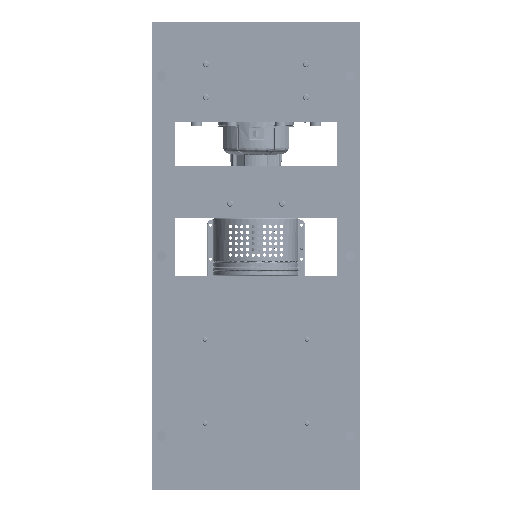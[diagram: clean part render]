
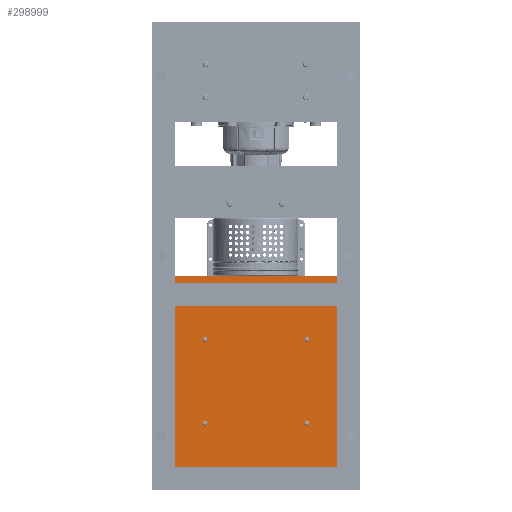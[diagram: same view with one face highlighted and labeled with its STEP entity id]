
A CAD part, front view. The second image highlights one B-rep face of the part: STEP entity #298999.
In plain terms, the highlighted planar face has unit normal (0, -1, 0).
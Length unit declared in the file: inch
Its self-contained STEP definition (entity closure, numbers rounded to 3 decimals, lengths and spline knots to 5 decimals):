
#6322 = VERTEX_POINT ( 'NONE', #24650 ) ;
#6648 = CARTESIAN_POINT ( 'NONE',  ( -3.75124, 0., 4.25 ) ) ;
#6670 = DIRECTION ( 'NONE',  ( 0., 0., 1. ) ) ;
#11411 = ORIENTED_EDGE ( 'NONE', *, *, #142957, .F. ) ;
#14098 = EDGE_LOOP ( 'NONE', ( #146997, #86127 ) ) ;
#15271 = AXIS2_PLACEMENT_3D ( 'NONE', #30819, #199302, #192970 ) ;
#17473 = DIRECTION ( 'NONE',  ( 0., -1., 0. ) ) ;
#23121 = ORIENTED_EDGE ( 'NONE', *, *, #44576, .F. ) ;
#24650 = CARTESIAN_POINT ( 'NONE',  ( -3.34524, 0., -4.25 ) ) ;
#28165 = VERTEX_POINT ( 'NONE', #6648 ) ;
#30819 = CARTESIAN_POINT ( 'NONE',  ( -3.54824, 0., -4.25 ) ) ;
#33756 = VERTEX_POINT ( 'NONE', #335912 ) ;
#33766 = DIRECTION ( 'NONE',  ( 0., -1., 0. ) ) ;
#34742 = DIRECTION ( 'NONE',  ( 0., 0., 1. ) ) ;
#40719 = CARTESIAN_POINT ( 'NONE',  ( 3.45176, 0., -4.25 ) ) ;
#44576 = EDGE_CURVE ( 'NONE', #389606, #63385, #211578, .T. ) ;
#47106 = VECTOR ( 'NONE', #49169, 39.37008 ) ;
#49169 = DIRECTION ( 'NONE',  ( 0., 0., -1. ) ) ;
#53054 = FACE_OUTER_BOUND ( 'NONE', #371183, .T. ) ;
#54618 = AXIS2_PLACEMENT_3D ( 'NONE', #204295, #172201, #74138 ) ;
#55143 = FACE_BOUND ( 'NONE', #123960, .T. ) ;
#62584 = DIRECTION ( 'NONE',  ( 0., -1., 0. ) ) ;
#63385 = VERTEX_POINT ( 'NONE', #300678 ) ;
#64353 = DIRECTION ( 'NONE',  ( 0., -1., 0. ) ) ;
#74138 = DIRECTION ( 'NONE',  ( 0., 0., 1. ) ) ;
#76804 = CIRCLE ( 'NONE', #15271, 0.203 ) ;
#77359 = AXIS2_PLACEMENT_3D ( 'NONE', #191551, #125422, #119148 ) ;
#81153 = LINE ( 'NONE', #237027, #47106 ) ;
#81589 = ORIENTED_EDGE ( 'NONE', *, *, #394769, .F. ) ;
#86127 = ORIENTED_EDGE ( 'NONE', *, *, #107254, .F. ) ;
#101857 = EDGE_CURVE ( 'NONE', #63385, #389606, #160665, .T. ) ;
#105887 = ORIENTED_EDGE ( 'NONE', *, *, #212894, .F. ) ;
#107254 = EDGE_CURVE ( 'NONE', #6322, #331429, #297144, .T. ) ;
#115969 = CARTESIAN_POINT ( 'NONE',  ( -3.34524, 0., 4.25 ) ) ;
#118833 = DIRECTION ( 'NONE',  ( 1., 0., 0. ) ) ;
#119148 = DIRECTION ( 'NONE',  ( 0., 0., 1. ) ) ;
#123960 = EDGE_LOOP ( 'NONE', ( #23121, #406119 ) ) ;
#125422 = DIRECTION ( 'NONE',  ( 0., 1., 0. ) ) ;
#130830 = CARTESIAN_POINT ( 'NONE',  ( 3.65476, 0., 4.25 ) ) ;
#133537 = AXIS2_PLACEMENT_3D ( 'NONE', #40719, #234906, #390730 ) ;
#135940 = VECTOR ( 'NONE', #380602, 39.37008 ) ;
#141269 = DIRECTION ( 'NONE',  ( 0., 0., 1. ) ) ;
#142957 = EDGE_CURVE ( 'NONE', #187900, #322692, #81153, .T. ) ;
#146997 = ORIENTED_EDGE ( 'NONE', *, *, #290344, .F. ) ;
#148441 = EDGE_CURVE ( 'NONE', #322692, #33756, #282444, .T. ) ;
#149080 = CARTESIAN_POINT ( 'NONE',  ( 8.75, 0., 8.29 ) ) ;
#154228 = ORIENTED_EDGE ( 'NONE', *, *, #345455, .F. ) ;
#160665 = CIRCLE ( 'NONE', #133537, 0.203 ) ;
#166096 = EDGE_CURVE ( 'NONE', #374523, #28165, #389022, .T. ) ;
#168741 = EDGE_CURVE ( 'NONE', #28165, #374523, #415837, .T. ) ;
#168798 = CARTESIAN_POINT ( 'NONE',  ( 3.45176, 0., 4.25 ) ) ;
#172201 = DIRECTION ( 'NONE',  ( 0., -1., 0. ) ) ;
#187900 = VERTEX_POINT ( 'NONE', #149080 ) ;
#191551 = CARTESIAN_POINT ( 'NONE',  ( 0., 0., 0. ) ) ;
#192970 = DIRECTION ( 'NONE',  ( 0., 0., 1. ) ) ;
#198698 = DIRECTION ( 'NONE',  ( 0., 0., 1. ) ) ;
#199302 = DIRECTION ( 'NONE',  ( 0., -1., 0. ) ) ;
#200172 = DIRECTION ( 'NONE',  ( 0., 0., 1. ) ) ;
#204295 = CARTESIAN_POINT ( 'NONE',  ( -3.54824, 0., 4.25 ) ) ;
#205107 = AXIS2_PLACEMENT_3D ( 'NONE', #260551, #64353, #198698 ) ;
#211578 = CIRCLE ( 'NONE', #415876, 0.203 ) ;
#212894 = EDGE_CURVE ( 'NONE', #33756, #379969, #379100, .T. ) ;
#214799 = CARTESIAN_POINT ( 'NONE',  ( 8.75, 0., -8.29 ) ) ;
#217295 = PLANE ( 'NONE',  #77359 ) ;
#229194 = AXIS2_PLACEMENT_3D ( 'NONE', #356989, #62584, #34742 ) ;
#230026 = AXIS2_PLACEMENT_3D ( 'NONE', #168798, #299007, #6670 ) ;
#230286 = EDGE_LOOP ( 'NONE', ( #154228, #333988 ) ) ;
#234301 = CARTESIAN_POINT ( 'NONE',  ( 3.45176, 0., 4.25 ) ) ;
#234906 = DIRECTION ( 'NONE',  ( 0., -1., 0. ) ) ;
#237027 = CARTESIAN_POINT ( 'NONE',  ( 8.75, 0., -8.29 ) ) ;
#242822 = CARTESIAN_POINT ( 'NONE',  ( 3.24876, 0., 4.25 ) ) ;
#250405 = CARTESIAN_POINT ( 'NONE',  ( -8.75, 0., -8.29 ) ) ;
#250988 = CARTESIAN_POINT ( 'NONE',  ( -8.75, 0., -8.29 ) ) ;
#260551 = CARTESIAN_POINT ( 'NONE',  ( -3.54824, 0., 4.25 ) ) ;
#264732 = AXIS2_PLACEMENT_3D ( 'NONE', #234301, #33766, #200172 ) ;
#276993 = ORIENTED_EDGE ( 'NONE', *, *, #168741, .F. ) ;
#282444 = LINE ( 'NONE', #250405, #135940 ) ;
#289116 = VERTEX_POINT ( 'NONE', #242822 ) ;
#290344 = EDGE_CURVE ( 'NONE', #331429, #6322, #76804, .T. ) ;
#297144 = CIRCLE ( 'NONE', #229194, 0.203 ) ;
#297859 = CARTESIAN_POINT ( 'NONE',  ( -3.75124, 0., -4.25 ) ) ;
#298999 = ADVANCED_FACE ( 'NONE', ( #55143, #347457, #417771, #345376, #53054 ), #217295, .F. ) ;
#299007 = DIRECTION ( 'NONE',  ( 0., -1., 0. ) ) ;
#300678 = CARTESIAN_POINT ( 'NONE',  ( 3.65476, 0., -4.25 ) ) ;
#307663 = CARTESIAN_POINT ( 'NONE',  ( 3.45176, 0., -4.25 ) ) ;
#312639 = CIRCLE ( 'NONE', #264732, 0.203 ) ;
#322692 = VERTEX_POINT ( 'NONE', #214799 ) ;
#325691 = CARTESIAN_POINT ( 'NONE',  ( 3.24876, 0., -4.25 ) ) ;
#331429 = VERTEX_POINT ( 'NONE', #297859 ) ;
#333988 = ORIENTED_EDGE ( 'NONE', *, *, #413054, .F. ) ;
#335912 = CARTESIAN_POINT ( 'NONE',  ( -8.75, 0., -8.29 ) ) ;
#345376 = FACE_BOUND ( 'NONE', #230286, .T. ) ;
#345455 = EDGE_CURVE ( 'NONE', #289116, #396824, #420709, .T. ) ;
#347457 = FACE_BOUND ( 'NONE', #14098, .T. ) ;
#356889 = EDGE_LOOP ( 'NONE', ( #276993, #378003 ) ) ;
#356989 = CARTESIAN_POINT ( 'NONE',  ( -3.54824, 0., -4.25 ) ) ;
#362964 = ORIENTED_EDGE ( 'NONE', *, *, #148441, .F. ) ;
#371183 = EDGE_LOOP ( 'NONE', ( #11411, #81589, #105887, #362964 ) ) ;
#374523 = VERTEX_POINT ( 'NONE', #115969 ) ;
#378003 = ORIENTED_EDGE ( 'NONE', *, *, #166096, .F. ) ;
#379100 = LINE ( 'NONE', #250988, #385494 ) ;
#379187 = CARTESIAN_POINT ( 'NONE',  ( -8.75, 0., 8.29 ) ) ;
#379969 = VERTEX_POINT ( 'NONE', #390442 ) ;
#380602 = DIRECTION ( 'NONE',  ( -1., 0., 0. ) ) ;
#381176 = DIRECTION ( 'NONE',  ( 0., 0., 1. ) ) ;
#385494 = VECTOR ( 'NONE', #381176, 39.37008 ) ;
#389022 = CIRCLE ( 'NONE', #205107, 0.203 ) ;
#389606 = VERTEX_POINT ( 'NONE', #325691 ) ;
#390442 = CARTESIAN_POINT ( 'NONE',  ( -8.75, 0., 8.29 ) ) ;
#390730 = DIRECTION ( 'NONE',  ( 0., 0., 1. ) ) ;
#394769 = EDGE_CURVE ( 'NONE', #379969, #187900, #409099, .T. ) ;
#396824 = VERTEX_POINT ( 'NONE', #130830 ) ;
#405408 = VECTOR ( 'NONE', #118833, 39.37008 ) ;
#406119 = ORIENTED_EDGE ( 'NONE', *, *, #101857, .F. ) ;
#409099 = LINE ( 'NONE', #379187, #405408 ) ;
#413054 = EDGE_CURVE ( 'NONE', #396824, #289116, #312639, .T. ) ;
#415837 = CIRCLE ( 'NONE', #54618, 0.203 ) ;
#415876 = AXIS2_PLACEMENT_3D ( 'NONE', #307663, #17473, #141269 ) ;
#417771 = FACE_BOUND ( 'NONE', #356889, .T. ) ;
#420709 = CIRCLE ( 'NONE', #230026, 0.203 ) ;
